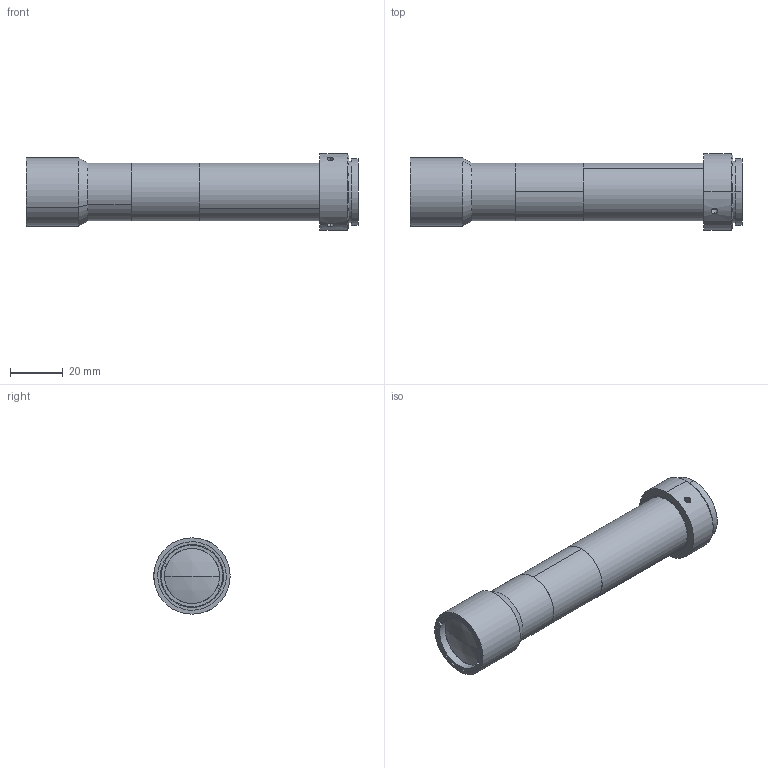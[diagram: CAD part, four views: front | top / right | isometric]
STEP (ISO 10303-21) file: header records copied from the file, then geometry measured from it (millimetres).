
FILE_DESCRIPTION (( 'STEP AP203' ), '1' );
FILE_NAME ('XF-T2X200.STEP', '2017-08-28T09:46:47', ( 'canrill005' ), ( '' ), 'SwSTEP 2.0', 'SolidWorks 2014', '' );
FILE_SCHEMA (( 'CONFIG_CONTROL_DESIGN' ));
Length unit declared in the file: millimetre
Products named in the file (1): XF-T2X200
Bounding box: 126.12 x 29 x 29 mm (x, y, z)
Surface area: 13519.4 mm2 (no closed solid volume)
Topology: 0 solids, 9 shells, 80 faces, 196 edges, 130 vertices
Faces by surface type: cylinder 40, plane 28, cone 8, sphere 4
Entity records: 2669 total; most frequent: CARTESIAN_POINT 647, DIRECTION 446, ORIENTED_EDGE 348, EDGE_CURVE 196, AXIS2_PLACEMENT_3D 185, VERTEX_POINT 130, CIRCLE 104, EDGE_LOOP 98
